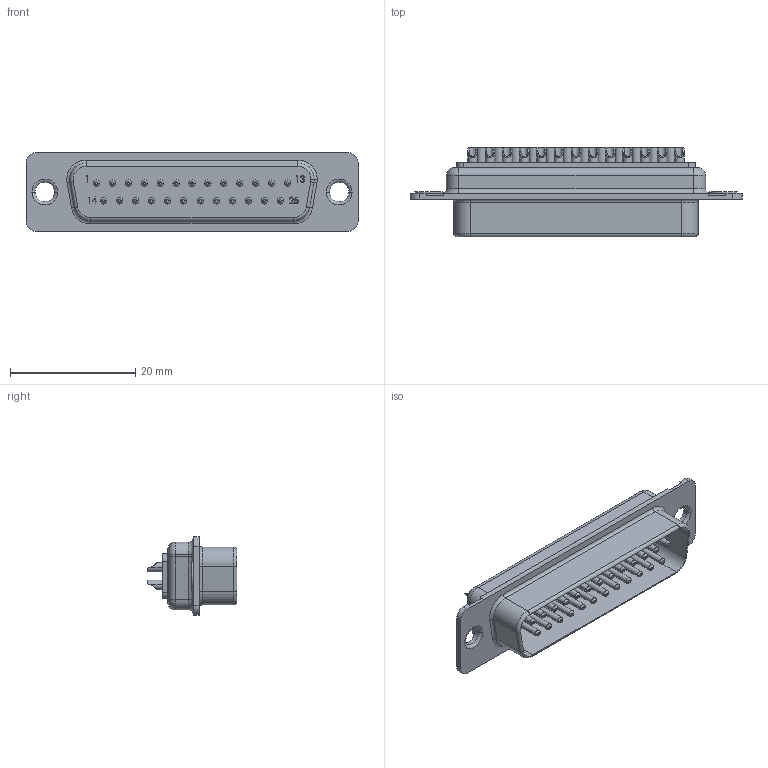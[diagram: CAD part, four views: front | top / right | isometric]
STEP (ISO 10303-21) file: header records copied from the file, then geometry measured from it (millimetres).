
FILE_DESCRIPTION(('FreeCAD Model'),'2;1');
FILE_NAME('User Library-Harting d-sub 09674255615 IP67.step','2019-06-19T09:18:41',('kicad StepUp'),( 'ksu MCAD'),'Open CASCADE STEP processor 7.3','FreeCAD','Unknown');
FILE_SCHEMA(('AUTOMOTIVE_DESIGN { 1 0 10303 214 1 1 1 1 }'));
Length unit declared in the file: millimetre
Products named in the file (1): User_Library-Harting_d-sub_09674255615_IP67
Bounding box: 53 x 14.3 x 12.5 mm (x, y, z)
Volume: 2826.7 mm3; surface area: 3720.9 mm2
Topology: 1 solids, 1 shells, 580 faces, 1422 edges, 915 vertices
Faces by surface type: plane 226, cylinder 223, revolution 56, bspline 56, torus 19
Entity records: 25567 total; most frequent: CARTESIAN_POINT 8044, ORIENTED_EDGE 2844, DIRECTION 2630, EDGE_CURVE 1422, AXIS2_PLACEMENT_3D 945, VERTEX_POINT 915, LINE 684, VECTOR 684
